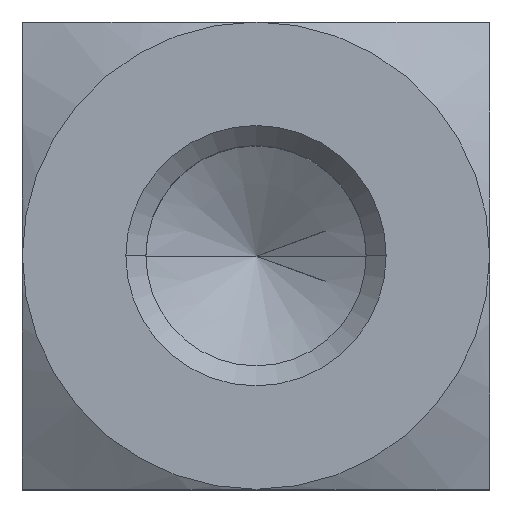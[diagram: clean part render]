
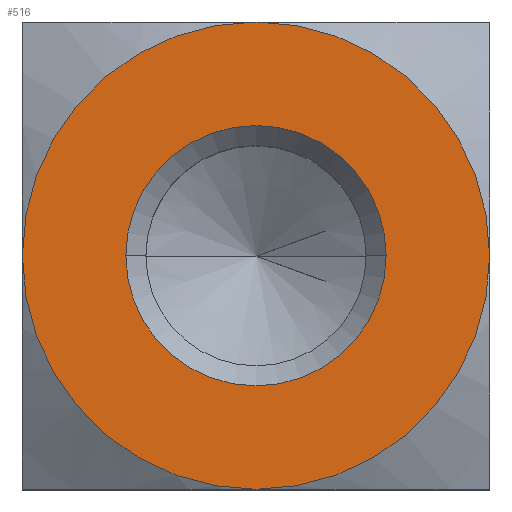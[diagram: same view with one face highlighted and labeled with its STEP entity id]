
A CAD part, top view. The second image highlights one B-rep face of the part: STEP entity #516.
In plain terms, the highlighted planar face has unit normal (0, 0, 1).
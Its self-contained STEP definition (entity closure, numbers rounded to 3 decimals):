
#222 = CARTESIAN_POINT ( 'NONE',  ( -3.5, -3.5, 6. ) ) ;
#225 = FACE_BOUND ( 'NONE', #1317, .T. ) ;
#226 = FACE_OUTER_BOUND ( 'NONE', #1369, .T. ) ;
#227 = PLANE ( 'NONE',  #1285 ) ;
#229 = DIRECTION ( 'NONE',  ( 0., 0., 1. ) ) ;
#230 = DIRECTION ( 'NONE',  ( 1., 0., 0. ) ) ;
#241 = CARTESIAN_POINT ( 'NONE',  ( -3.5, 0., 6. ) ) ;
#470 = EDGE_CURVE ( 'NONE', #2265, #2273, #2246, .T. ) ;
#516 = ADVANCED_FACE ( 'NONE', ( #225, #226 ), #227, .T. ) ;
#728 = ORIENTED_EDGE ( 'NONE', *, *, #2221, .T. ) ;
#729 = ORIENTED_EDGE ( 'NONE', *, *, #2222, .F. ) ;
#730 = ORIENTED_EDGE ( 'NONE', *, *, #2218, .T. ) ;
#731 = ORIENTED_EDGE ( 'NONE', *, *, #2224, .T. ) ;
#732 = ORIENTED_EDGE ( 'NONE', *, *, #2225, .T. ) ;
#733 = ORIENTED_EDGE ( 'NONE', *, *, #470, .T. ) ;
#1104 = CIRCLE ( 'NONE', #1106, 3.5 ) ;
#1106 = AXIS2_PLACEMENT_3D ( 'NONE', #2382, #2383, #2384 ) ;
#1107 = CIRCLE ( 'NONE', #1110, 3.5 ) ;
#1109 = CIRCLE ( 'NONE', #1112, 3.5 ) ;
#1110 = AXIS2_PLACEMENT_3D ( 'NONE', #2391, #2392, #2393 ) ;
#1112 = AXIS2_PLACEMENT_3D ( 'NONE', #2394, #2395, #2396 ) ;
#1113 = CIRCLE ( 'NONE', #1115, 3.5 ) ;
#1114 = CIRCLE ( 'NONE', #1117, 1.95 ) ;
#1115 = AXIS2_PLACEMENT_3D ( 'NONE', #2398, #2399, #2400 ) ;
#1117 = AXIS2_PLACEMENT_3D ( 'NONE', #2401, #2402, #2403 ) ;
#1285 = AXIS2_PLACEMENT_3D ( 'NONE', #222, #229, #230 ) ;
#1317 = EDGE_LOOP ( 'NONE', ( #733, #732 ) ) ;
#1347 = VERTEX_POINT ( 'NONE', #241 ) ;
#1369 = EDGE_LOOP ( 'NONE', ( #731, #730, #729, #728 ) ) ;
#1626 = DIRECTION ( 'NONE',  ( 1., 0., 0. ) ) ;
#1627 = DIRECTION ( 'NONE',  ( 0., 0., -1. ) ) ;
#1628 = CARTESIAN_POINT ( 'NONE',  ( 0., 0., 6. ) ) ;
#2218 = EDGE_CURVE ( 'NONE', #2276, #2282, #1104, .T. ) ;
#2221 = EDGE_CURVE ( 'NONE', #1347, #2270, #1107, .T. ) ;
#2222 = EDGE_CURVE ( 'NONE', #1347, #2282, #1109, .T. ) ;
#2224 = EDGE_CURVE ( 'NONE', #2270, #2276, #1113, .T. ) ;
#2225 = EDGE_CURVE ( 'NONE', #2273, #2265, #1114, .T. ) ;
#2246 = CIRCLE ( 'NONE', #2250, 1.95 ) ;
#2250 = AXIS2_PLACEMENT_3D ( 'NONE', #1628, #1627, #1626 ) ;
#2265 = VERTEX_POINT ( 'NONE', #2410 ) ;
#2270 = VERTEX_POINT ( 'NONE', #2428 ) ;
#2273 = VERTEX_POINT ( 'NONE', #2431 ) ;
#2276 = VERTEX_POINT ( 'NONE', #2434 ) ;
#2282 = VERTEX_POINT ( 'NONE', #2440 ) ;
#2382 = CARTESIAN_POINT ( 'NONE',  ( 0., 0., 6. ) ) ;
#2383 = DIRECTION ( 'NONE',  ( 0., 0., 1. ) ) ;
#2384 = DIRECTION ( 'NONE',  ( 1., 0., 0. ) ) ;
#2391 = CARTESIAN_POINT ( 'NONE',  ( 0., 0., 6. ) ) ;
#2392 = DIRECTION ( 'NONE',  ( 0., 0., 1. ) ) ;
#2393 = DIRECTION ( 'NONE',  ( 1., 0., 0. ) ) ;
#2394 = CARTESIAN_POINT ( 'NONE',  ( 0., 0., 6. ) ) ;
#2395 = DIRECTION ( 'NONE',  ( 0., 0., -1. ) ) ;
#2396 = DIRECTION ( 'NONE',  ( -1., 0., 0. ) ) ;
#2398 = CARTESIAN_POINT ( 'NONE',  ( 0., 0., 6. ) ) ;
#2399 = DIRECTION ( 'NONE',  ( 0., 0., 1. ) ) ;
#2400 = DIRECTION ( 'NONE',  ( 1., 0., 0. ) ) ;
#2401 = CARTESIAN_POINT ( 'NONE',  ( 0., 0., 6. ) ) ;
#2402 = DIRECTION ( 'NONE',  ( 0., 0., -1. ) ) ;
#2403 = DIRECTION ( 'NONE',  ( 1., 0., 0. ) ) ;
#2410 = CARTESIAN_POINT ( 'NONE',  ( 1.95, 0., 6. ) ) ;
#2428 = CARTESIAN_POINT ( 'NONE',  ( 0., -3.5, 6. ) ) ;
#2431 = CARTESIAN_POINT ( 'NONE',  ( -1.95, 0., 6. ) ) ;
#2434 = CARTESIAN_POINT ( 'NONE',  ( 3.5, 0., 6. ) ) ;
#2440 = CARTESIAN_POINT ( 'NONE',  ( 0., 3.5, 6. ) ) ;
